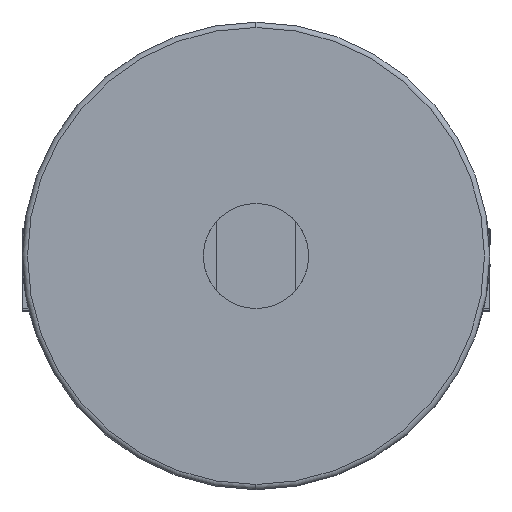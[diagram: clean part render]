
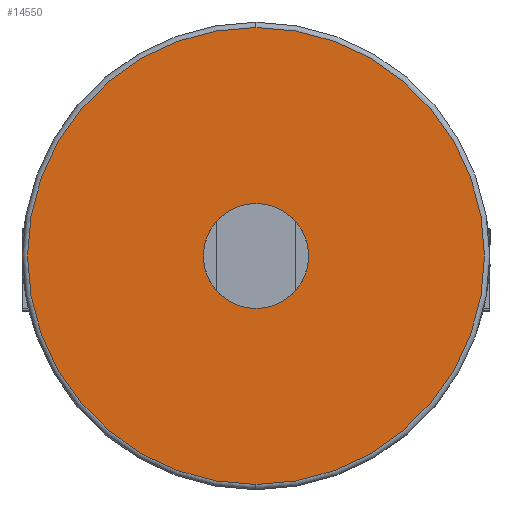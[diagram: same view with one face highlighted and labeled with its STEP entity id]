
A CAD part, left-side view. The second image highlights one B-rep face of the part: STEP entity #14550.
In plain terms, the highlighted planar face has unit normal (-1, 0, 0).
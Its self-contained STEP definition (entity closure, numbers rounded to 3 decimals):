
#509 = DIRECTION ( 'NONE',  ( 0., 0., 1. ) ) ;
#1205 = ORIENTED_EDGE ( 'NONE', *, *, #13129, .F. ) ;
#1362 = ORIENTED_EDGE ( 'NONE', *, *, #2829, .T. ) ;
#1414 = AXIS2_PLACEMENT_3D ( 'NONE', #4003, #12146, #5180 ) ;
#1472 = VERTEX_POINT ( 'NONE', #10509 ) ;
#2080 = CARTESIAN_POINT ( 'NONE',  ( -250., 0., 10. ) ) ;
#2698 = AXIS2_PLACEMENT_3D ( 'NONE', #5303, #13425, #6485 ) ;
#2829 = EDGE_CURVE ( 'NONE', #4213, #1472, #9773, .T. ) ;
#3146 = CARTESIAN_POINT ( 'NONE',  ( -250., 0., 0. ) ) ;
#4003 = CARTESIAN_POINT ( 'NONE',  ( -250., 0., 0. ) ) ;
#4213 = VERTEX_POINT ( 'NONE', #4684 ) ;
#4309 = DIRECTION ( 'NONE',  ( 0., 0., 1. ) ) ;
#4312 = PLANE ( 'NONE',  #11211 ) ;
#4684 = CARTESIAN_POINT ( 'NONE',  ( -250., 0., 43.5 ) ) ;
#4946 = EDGE_LOOP ( 'NONE', ( #1205, #11191 ) ) ;
#5180 = DIRECTION ( 'NONE',  ( 0., 0., 1. ) ) ;
#5303 = CARTESIAN_POINT ( 'NONE',  ( -250., 0., 0. ) ) ;
#5493 = DIRECTION ( 'NONE',  ( 0., 0., 1. ) ) ;
#5515 = EDGE_CURVE ( 'NONE', #1472, #4213, #14993, .T. ) ;
#6485 = DIRECTION ( 'NONE',  ( 0., 0., 1. ) ) ;
#6618 = CARTESIAN_POINT ( 'NONE',  ( -250., 44.5, 0. ) ) ;
#7155 = VERTEX_POINT ( 'NONE', #12298 ) ;
#7504 = DIRECTION ( 'NONE',  ( -1., 0., 0. ) ) ;
#7869 = EDGE_LOOP ( 'NONE', ( #1362, #8579 ) ) ;
#8578 = AXIS2_PLACEMENT_3D ( 'NONE', #14477, #7504, #509 ) ;
#8579 = ORIENTED_EDGE ( 'NONE', *, *, #5515, .T. ) ;
#9066 = CIRCLE ( 'NONE', #8578, 10. ) ;
#9773 = CIRCLE ( 'NONE', #14691, 43.5 ) ;
#10509 = CARTESIAN_POINT ( 'NONE',  ( -250., 0., -43.5 ) ) ;
#11191 = ORIENTED_EDGE ( 'NONE', *, *, #14950, .F. ) ;
#11211 = AXIS2_PLACEMENT_3D ( 'NONE', #6618, #12462, #5493 ) ;
#11246 = FACE_OUTER_BOUND ( 'NONE', #7869, .T. ) ;
#11284 = DIRECTION ( 'NONE',  ( -1., 0., 0. ) ) ;
#11612 = FACE_BOUND ( 'NONE', #4946, .T. ) ;
#12146 = DIRECTION ( 'NONE',  ( -1., 0., 0. ) ) ;
#12298 = CARTESIAN_POINT ( 'NONE',  ( -250., 0., -10. ) ) ;
#12462 = DIRECTION ( 'NONE',  ( -1., 0., 0. ) ) ;
#12966 = VERTEX_POINT ( 'NONE', #2080 ) ;
#13129 = EDGE_CURVE ( 'NONE', #7155, #12966, #14365, .T. ) ;
#13425 = DIRECTION ( 'NONE',  ( -1., 0., 0. ) ) ;
#14365 = CIRCLE ( 'NONE', #2698, 10. ) ;
#14477 = CARTESIAN_POINT ( 'NONE',  ( -250., 0., 0. ) ) ;
#14550 = ADVANCED_FACE ( 'NONE', ( #11246, #11612 ), #4312, .T. ) ;
#14691 = AXIS2_PLACEMENT_3D ( 'NONE', #3146, #11284, #4309 ) ;
#14950 = EDGE_CURVE ( 'NONE', #12966, #7155, #9066, .T. ) ;
#14993 = CIRCLE ( 'NONE', #1414, 43.5 ) ;
